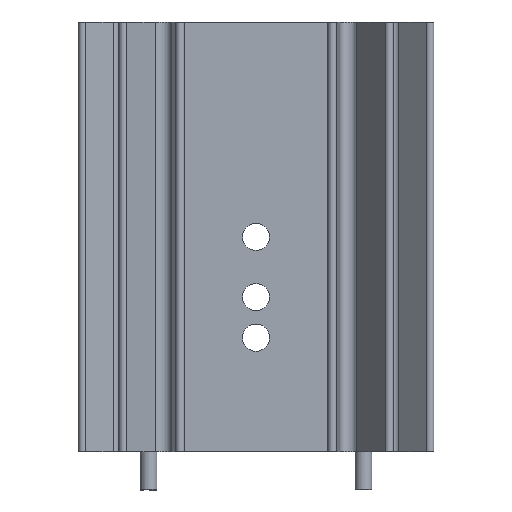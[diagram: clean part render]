
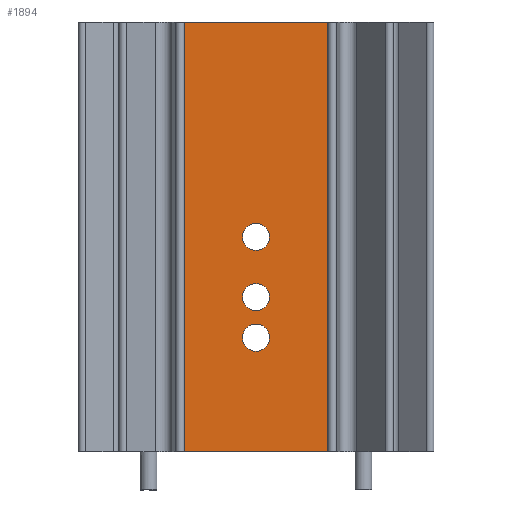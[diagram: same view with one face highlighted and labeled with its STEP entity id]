
A CAD part, front view. The second image highlights one B-rep face of the part: STEP entity #1894.
In plain terms, the highlighted planar face has unit normal (0, -1, 0).
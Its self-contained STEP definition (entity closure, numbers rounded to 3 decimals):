
#123=CARTESIAN_POINT('',(22.6,11.6,25.4));
#124=VERTEX_POINT('',#123);
#125=CARTESIAN_POINT('',(21.0,11.6,25.4));
#126=DIRECTION('',(0.0,1.0,0.0));
#127=DIRECTION('',(-1.0,0.0,0.0));
#128=AXIS2_PLACEMENT_3D('',#125,#126,#127);
#129=CIRCLE('',#128,1.6);
#130=EDGE_CURVE('',#124,#124,#129,.T.);
#151=CARTESIAN_POINT('',(22.6,11.6,18.3));
#152=VERTEX_POINT('',#151);
#153=CARTESIAN_POINT('',(21.0,11.6,18.3));
#154=DIRECTION('',(0.0,1.0,0.0));
#155=DIRECTION('',(-1.0,0.0,0.0));
#156=AXIS2_PLACEMENT_3D('',#153,#154,#155);
#157=CIRCLE('',#156,1.6);
#158=EDGE_CURVE('',#152,#152,#157,.T.);
#179=CARTESIAN_POINT('',(22.6,11.6,13.5));
#180=VERTEX_POINT('',#179);
#181=CARTESIAN_POINT('',(21.0,11.6,13.5));
#182=DIRECTION('',(0.0,1.0,0.0));
#183=DIRECTION('',(-1.0,0.0,0.0));
#184=AXIS2_PLACEMENT_3D('',#181,#182,#183);
#185=CIRCLE('',#184,1.6);
#186=EDGE_CURVE('',#180,#180,#185,.T.);
#496=CARTESIAN_POINT('',(12.5,11.6,50.8));
#497=VERTEX_POINT('',#496);
#504=CARTESIAN_POINT('',(29.5,11.6,50.8));
#505=VERTEX_POINT('',#504);
#506=CARTESIAN_POINT('',(29.5,11.6,50.8));
#507=DIRECTION('',(-1.0,0.0,0.0));
#508=VECTOR('',#507,17.0);
#509=LINE('',#506,#508);
#510=EDGE_CURVE('',#505,#497,#509,.T.);
#1843=CARTESIAN_POINT('',(29.5,11.6,0.0));
#1844=VERTEX_POINT('',#1843);
#1845=CARTESIAN_POINT('',(29.5,11.6,0.0));
#1846=DIRECTION('',(0.0,0.0,1.0));
#1847=VECTOR('',#1846,50.8);
#1848=LINE('',#1845,#1847);
#1849=EDGE_CURVE('',#1844,#505,#1848,.T.);
#1862=CARTESIAN_POINT('',(29.5,11.6,0.0));
#1863=DIRECTION('',(0.0,-1.0,0.0));
#1864=DIRECTION('',(0.0,0.0,-1.0));
#1865=AXIS2_PLACEMENT_3D('',#1862,#1863,#1864);
#1866=PLANE('',#1865);
#1867=CARTESIAN_POINT('',(12.5,11.6,0.0));
#1868=VERTEX_POINT('',#1867);
#1869=CARTESIAN_POINT('',(12.5,11.6,0.0));
#1870=DIRECTION('',(0.0,0.0,1.0));
#1871=VECTOR('',#1870,50.8);
#1872=LINE('',#1869,#1871);
#1873=EDGE_CURVE('',#1868,#497,#1872,.T.);
#1874=ORIENTED_EDGE('',*,*,#1873,.F.);
#1875=CARTESIAN_POINT('',(29.5,11.6,0.0));
#1876=DIRECTION('',(-1.0,0.0,0.0));
#1877=VECTOR('',#1876,17.0);
#1878=LINE('',#1875,#1877);
#1879=EDGE_CURVE('',#1844,#1868,#1878,.T.);
#1880=ORIENTED_EDGE('',*,*,#1879,.F.);
#1881=ORIENTED_EDGE('',*,*,#1849,.T.);
#1882=ORIENTED_EDGE('',*,*,#510,.T.);
#1883=EDGE_LOOP('',(#1874,#1880,#1881,#1882));
#1884=FACE_OUTER_BOUND('',#1883,.T.);
#1885=ORIENTED_EDGE('',*,*,#186,.T.);
#1886=EDGE_LOOP('',(#1885));
#1887=FACE_BOUND('',#1886,.T.);
#1888=ORIENTED_EDGE('',*,*,#158,.T.);
#1889=EDGE_LOOP('',(#1888));
#1890=FACE_BOUND('',#1889,.T.);
#1891=ORIENTED_EDGE('',*,*,#130,.T.);
#1892=EDGE_LOOP('',(#1891));
#1893=FACE_BOUND('',#1892,.T.);
#1894=ADVANCED_FACE('',(#1884,#1887,#1890,#1893),#1866,.T.);
